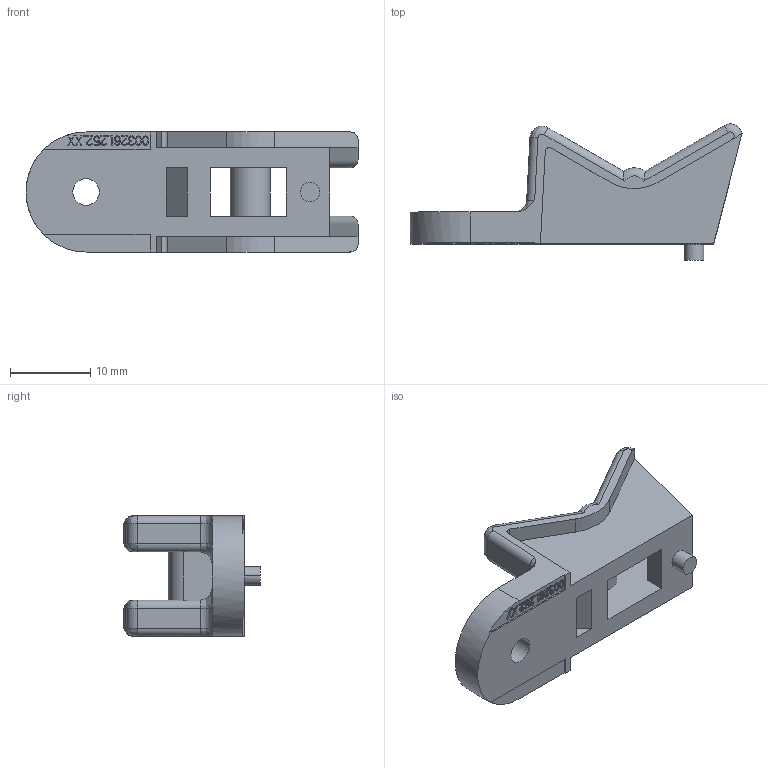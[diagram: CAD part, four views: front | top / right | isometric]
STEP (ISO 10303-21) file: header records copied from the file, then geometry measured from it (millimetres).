
FILE_DESCRIPTION((''),'2;1');
FILE_NAME('003261_252_59','2020-03-10T',('presta_be4'),(''),'CREO PARAMETRIC BY PTC INC, 2018360','CREO PARAMETRIC BY PTC INC, 2018360','');
FILE_SCHEMA(('CONFIG_CONTROL_DESIGN'));
Length unit declared in the file: millimetre
Products named in the file (1): 003261_252_59
Bounding box: 41.47 x 17 x 15 mm (x, y, z)
Volume: 2908.9 mm3; surface area: 2649.1 mm2
Topology: 1 solids, 1 shells, 467 faces, 1324 edges, 874 vertices
Faces by surface type: plane 422, cylinder 31, bspline 12, torus 2
Entity records: 15332 total; most frequent: CARTESIAN_POINT 3207, ORIENTED_EDGE 2648, DIRECTION 2264, EDGE_CURVE 1324, VECTOR 1230, LINE 1230, VERTEX_POINT 874, AXIS2_PLACEMENT_3D 517
